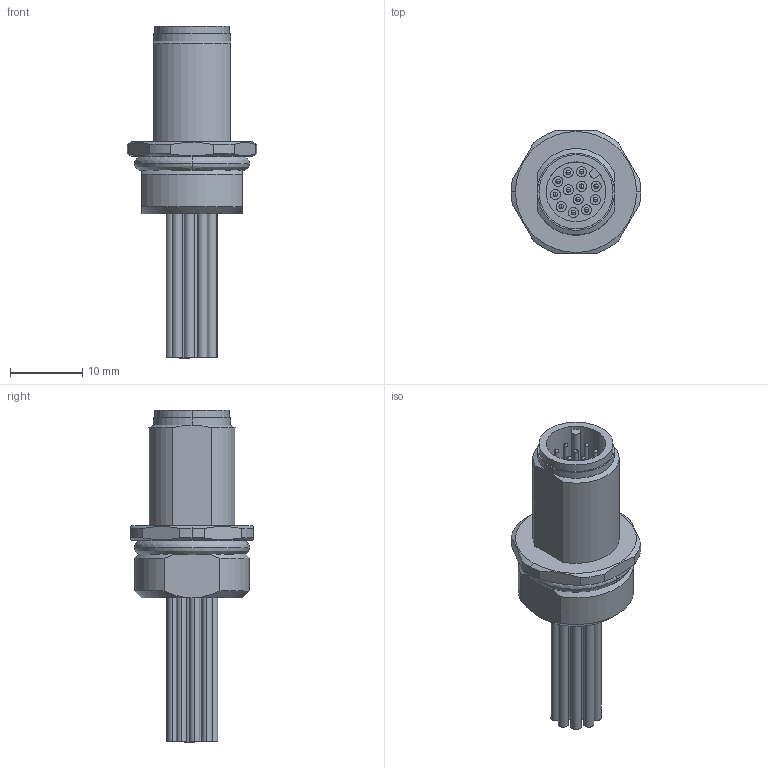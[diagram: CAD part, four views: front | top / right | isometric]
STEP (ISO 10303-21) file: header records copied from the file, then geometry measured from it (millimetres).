
FILE_DESCRIPTION (( 'STEP AP214' ), '1' );
FILE_NAME ('7000-19162-9790050.step', '2017-05-04T11:12:39', ( '' ), ( '' ), 'SwSTEP 2.0', 'SolidWorks 2017', '' );
FILE_SCHEMA (( 'AUTOMOTIVE_DESIGN' ));
Length unit declared in the file: inch
Products named in the file (1): 7000-19162-9790050
Bounding box: 18 x 17 x 46.1 mm (x, y, z)
Volume: 3478.3 mm3; surface area: 3207.7 mm2
Topology: 1 solids, 1 shells, 188 faces, 406 edges, 261 vertices
Faces by surface type: cylinder 92, plane 56, torus 24, cone 12, bspline 4
Entity records: 7000 total; most frequent: CARTESIAN_POINT 1078, DIRECTION 1005, ORIENTED_EDGE 812, AXIS2_PLACEMENT_3D 444, EDGE_CURVE 406, VERTEX_POINT 261, CIRCLE 259, EDGE_LOOP 229
